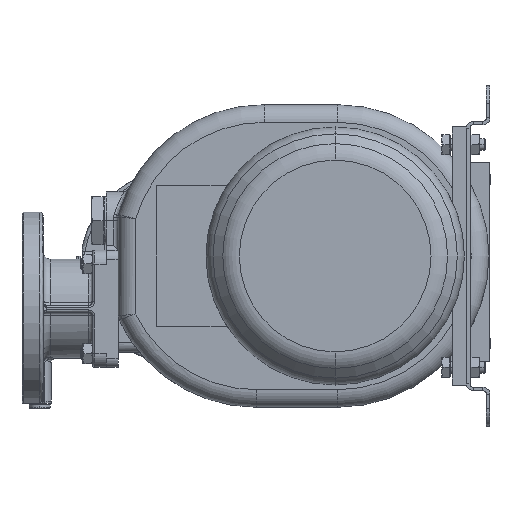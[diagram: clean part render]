
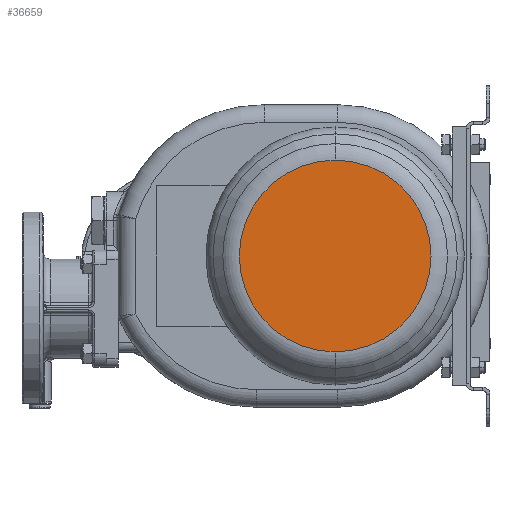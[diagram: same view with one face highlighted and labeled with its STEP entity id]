
A CAD part, left-side view. The second image highlights one B-rep face of the part: STEP entity #36659.
In plain terms, the highlighted planar face has unit normal (-1, 0, 0).
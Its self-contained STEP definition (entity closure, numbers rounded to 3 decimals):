
#526=CARTESIAN_POINT('',(-496.5,132.,0.));
#527=DIRECTION('',(-1.,0.,0.));
#528=DIRECTION('',(0.,0.,-1.));
#529=AXIS2_PLACEMENT_3D('',#526,#527,#528);
#531=CARTESIAN_POINT('',(-496.5,132.,0.));
#532=DIRECTION('',(-1.,0.,0.));
#533=DIRECTION('',(0.,0.,1.));
#534=AXIS2_PLACEMENT_3D('',#531,#532,#533);
#35090=CARTESIAN_POINT('',(-496.5,132.,-81.716));
#35091=CARTESIAN_POINT('',(-496.5,132.,81.716));
#35092=VERTEX_POINT('',#35090);
#35093=VERTEX_POINT('',#35091);
#36649=CARTESIAN_POINT('',(-496.5,132.,0.));
#36650=DIRECTION('',(1.,0.,0.));
#36651=DIRECTION('',(0.,0.,-1.));
#36652=AXIS2_PLACEMENT_3D('',#36649,#36650,#36651);
#36653=PLANE('',#36652);
#36655=ORIENTED_EDGE('',*,*,#36654,.F.);
#36656=ORIENTED_EDGE('',*,*,#36639,.F.);
#36657=EDGE_LOOP('',(#36655,#36656));
#36658=FACE_OUTER_BOUND('',#36657,.F.);
#36659=ADVANCED_FACE('',(#36658),#36653,.F.);
#530=CIRCLE('',#529,81.716);
#535=CIRCLE('',#534,81.716);
#36639=EDGE_CURVE('',#35093,#35092,#535,.T.);
#36654=EDGE_CURVE('',#35092,#35093,#530,.T.);
